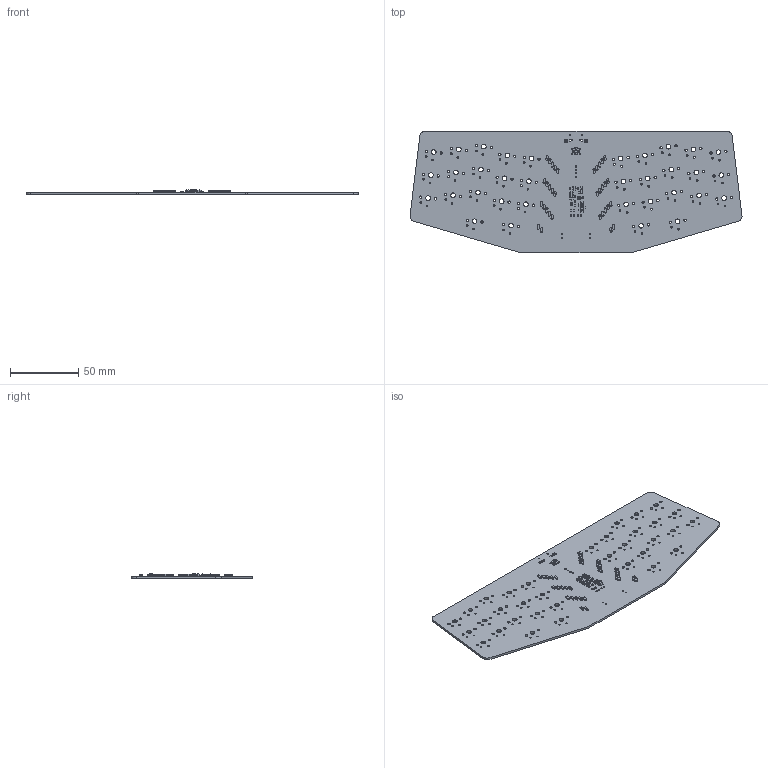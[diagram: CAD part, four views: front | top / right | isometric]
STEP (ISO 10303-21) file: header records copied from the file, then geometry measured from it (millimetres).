
FILE_DESCRIPTION(('KiCad electronic assembly'),'2;1');
FILE_NAME('LeChiffreBLE_Single_Side.step','2021-08-17T21:14:36',( 'An Author'),('A Company'),'Open CASCADE STEP processor 6.9', 'KiCad to STEP converter','Unknown');
FILE_SCHEMA(('AUTOMOTIVE_DESIGN { 1 0 10303 214 1 1 1 1 }'));
Length unit declared in the file: millimetre
Products named in the file (18): Open CASCADE STEP translator 6.9 1; SOT-23; SOLID; R_0603_1608Metric; SW_SPDT_PCM12; C_0603_1608Metric; SW_SPST_TL3342; D_SOD-123; LED_0603_1608Metric; SOT-23-5; COMPOUND
Assembly tree (66 placements, depth 3):
  Open CASCADE STEP translator 6.9 1
    SOT-23  x2
      SOLID
    R_0603_1608Metric  x11
      SOLID
    SW_SPDT_PCM12
      SOLID
    C_0603_1608Metric  x4
      SOLID
    SW_SPST_TL3342
      SOLID
    D_SOD-123  x35
      SOLID
    LED_0603_1608Metric
      SOLID
    SOT-23-5  x2
      SOLID
    COMPOUND
Bounding box: 244.12 x 89.69 x 3.2 mm (x, y, z)
Volume: 30460.5 mm3; surface area: 41465.1 mm2
Topology: 58 solids, 59 shells, 3714 faces, 9057 edges, 5515 vertices
Faces by surface type: plane 1937, bspline 1038, cylinder 736, cone 2, torus 1
Full cylindrical faces by diameter (mm): 0.65 x2, 0.8 x2, 0.9 x2, 1 x12, 1.2 x68, 1.7 x68, 2 x1, 3.4 x34
Entity records: 67797 total; most frequent: CARTESIAN_POINT 13599, DIRECTION 9069, LINE 5560, VECTOR 5560, ORIENTED_EDGE 4800, PCURVE 4800, DEFINITIONAL_REPRESENTATION 4800, EDGE_CURVE 2400
